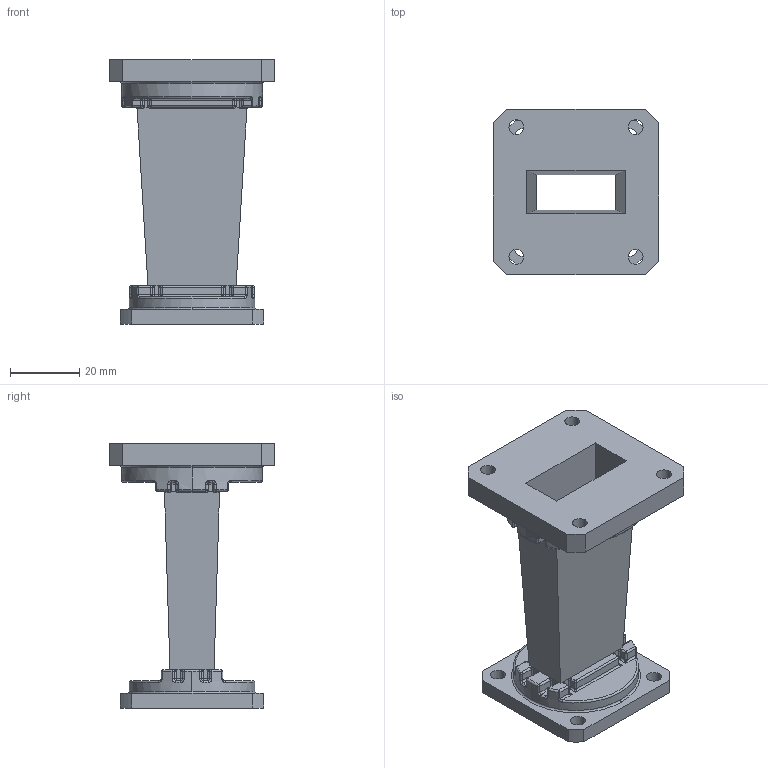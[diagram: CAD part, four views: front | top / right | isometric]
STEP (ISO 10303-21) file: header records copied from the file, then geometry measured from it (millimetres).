
FILE_DESCRIPTION (( 'STEP AP214' ), '1' );
FILE_NAME ('FMWTS1002_3D.step', '2025-08-06T16:20:15', ( '' ), ( '' ), 'SwSTEP 2.0', 'SolidWorks 2022', '' );
FILE_SCHEMA (( 'AUTOMOTIVE_DESIGN' ));
Length unit declared in the file: inch
Products named in the file (1): FMWTS1002_3D
Bounding box: 47.62 x 47.62 x 76.2 mm (x, y, z)
Volume: 32925.2 mm3; surface area: 20362.3 mm2
Topology: 1 solids, 1 shells, 536 faces, 1305 edges, 699 vertices
Faces by surface type: cylinder 214, plane 120, bspline 74, sphere 72, torus 56
Entity records: 17720 total; most frequent: CARTESIAN_POINT 6201, ORIENTED_EDGE 2454, DIRECTION 2370, EDGE_CURVE 1227, AXIS2_PLACEMENT_3D 944, VERTEX_POINT 695, EDGE_LOOP 556, FACE_OUTER_BOUND 536
